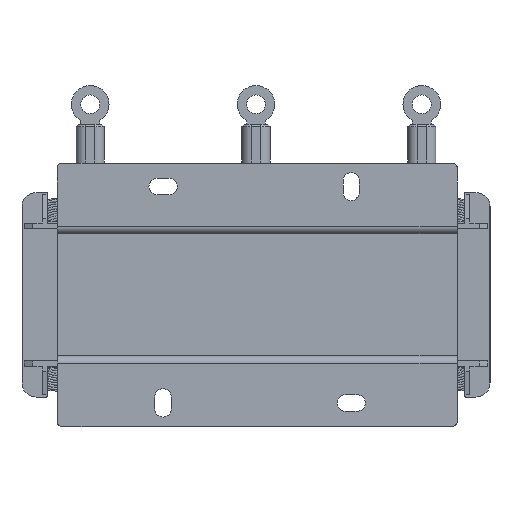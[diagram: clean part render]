
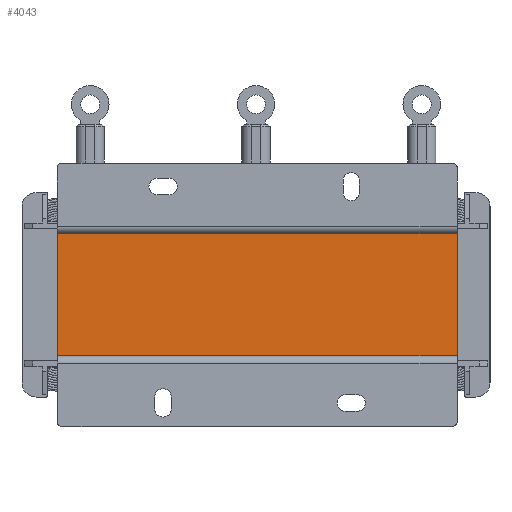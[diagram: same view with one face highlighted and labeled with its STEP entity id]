
A CAD part, front view. The second image highlights one B-rep face of the part: STEP entity #4043.
In plain terms, the highlighted planar face has unit normal (0, -1, 0).
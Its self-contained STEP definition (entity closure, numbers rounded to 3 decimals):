
#577 = LINE ( 'NONE', #19539, #20879 ) ;
#673 = CARTESIAN_POINT ( 'NONE',  ( 0., 0., 52. ) ) ;
#932 = DIRECTION ( 'NONE',  ( 0., 1., 0. ) ) ;
#1797 = LINE ( 'NONE', #8120, #17781 ) ;
#2304 = VERTEX_POINT ( 'NONE', #20104 ) ;
#2570 = ORIENTED_EDGE ( 'NONE', *, *, #9624, .T. ) ;
#2679 = CARTESIAN_POINT ( 'NONE',  ( 170., 0., 52. ) ) ;
#3498 = EDGE_CURVE ( 'NONE', #2304, #16442, #21735, .T. ) ;
#4043 = ADVANCED_FACE ( 'NONE', ( #4652 ), #4376, .F. ) ;
#4376 = PLANE ( 'NONE',  #12784 ) ;
#4652 = FACE_OUTER_BOUND ( 'NONE', #15017, .T. ) ;
#5950 = ORIENTED_EDGE ( 'NONE', *, *, #3498, .F. ) ;
#6375 = DIRECTION ( 'NONE',  ( 0., 0., -1. ) ) ;
#6457 = CARTESIAN_POINT ( 'NONE',  ( 0., 0., 52. ) ) ;
#7713 = DIRECTION ( 'NONE',  ( 0., 0., 1. ) ) ;
#8120 = CARTESIAN_POINT ( 'NONE',  ( 0., 0., 0. ) ) ;
#9228 = LINE ( 'NONE', #6457, #10006 ) ;
#9624 = EDGE_CURVE ( 'NONE', #2304, #15887, #9228, .T. ) ;
#10006 = VECTOR ( 'NONE', #6375, 1000. ) ;
#10188 = CARTESIAN_POINT ( 'NONE',  ( 170., 0., 0. ) ) ;
#10917 = ORIENTED_EDGE ( 'NONE', *, *, #22328, .T. ) ;
#11803 = CARTESIAN_POINT ( 'NONE',  ( 0., 0., 0. ) ) ;
#12504 = VECTOR ( 'NONE', #17939, 1000. ) ;
#12506 = EDGE_CURVE ( 'NONE', #16442, #12605, #577, .T. ) ;
#12605 = VERTEX_POINT ( 'NONE', #10188 ) ;
#12784 = AXIS2_PLACEMENT_3D ( 'NONE', #14873, #932, #7713 ) ;
#14873 = CARTESIAN_POINT ( 'NONE',  ( 0., 0., 52. ) ) ;
#15017 = EDGE_LOOP ( 'NONE', ( #10917, #21871, #5950, #2570 ) ) ;
#15887 = VERTEX_POINT ( 'NONE', #11803 ) ;
#16442 = VERTEX_POINT ( 'NONE', #2679 ) ;
#17781 = VECTOR ( 'NONE', #21792, 1000. ) ;
#17939 = DIRECTION ( 'NONE',  ( 1., 0., 0. ) ) ;
#19539 = CARTESIAN_POINT ( 'NONE',  ( 170., 0., 52. ) ) ;
#19777 = DIRECTION ( 'NONE',  ( 0., 0., -1. ) ) ;
#20104 = CARTESIAN_POINT ( 'NONE',  ( 0., 0., 52. ) ) ;
#20879 = VECTOR ( 'NONE', #19777, 1000. ) ;
#21735 = LINE ( 'NONE', #673, #12504 ) ;
#21792 = DIRECTION ( 'NONE',  ( 1., 0., 0. ) ) ;
#21871 = ORIENTED_EDGE ( 'NONE', *, *, #12506, .F. ) ;
#22328 = EDGE_CURVE ( 'NONE', #15887, #12605, #1797, .T. ) ;
